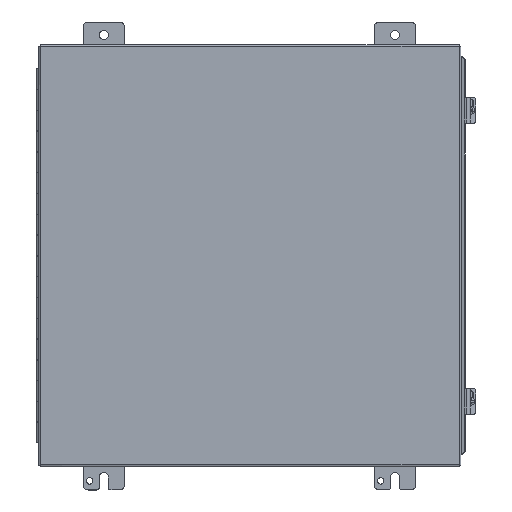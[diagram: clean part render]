
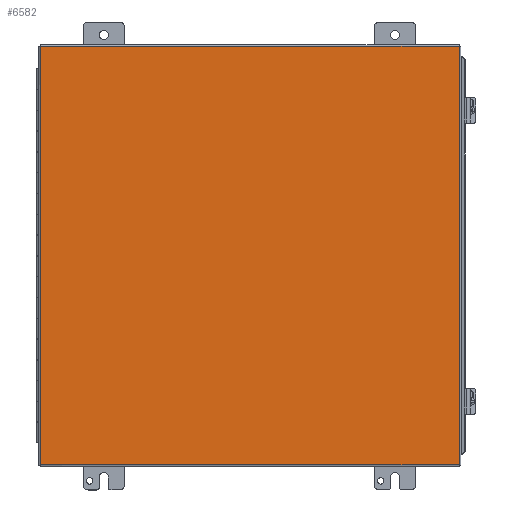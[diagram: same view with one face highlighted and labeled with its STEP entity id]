
A CAD part, top view. The second image highlights one B-rep face of the part: STEP entity #6582.
In plain terms, the highlighted planar face has unit normal (0, 0, 1).
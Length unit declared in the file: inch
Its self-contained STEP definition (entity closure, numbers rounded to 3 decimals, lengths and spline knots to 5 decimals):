
#5592=CARTESIAN_POINT('',(20.2204,0.0896,0.074));
#5593=VERTEX_POINT('',#5592);
#5604=CARTESIAN_POINT('',(0.0896,0.0896,0.074));
#5605=VERTEX_POINT('',#5604);
#5606=CARTESIAN_POINT('',(0.0896,0.0896,0.074));
#5607=DIRECTION('',(1.0,0.0,0.0));
#5608=VECTOR('',#5607,20.1308);
#5609=LINE('',#5606,#5608);
#5610=EDGE_CURVE('',#5605,#5593,#5609,.T.);
#5882=CARTESIAN_POINT('',(0.0896,20.2204,0.074));
#5883=VERTEX_POINT('',#5882);
#5884=CARTESIAN_POINT('',(0.0896,20.2204,0.074));
#5885=DIRECTION('',(0.0,-1.0,0.0));
#5886=VECTOR('',#5885,20.1308);
#5887=LINE('',#5884,#5886);
#5888=EDGE_CURVE('',#5883,#5605,#5887,.T.);
#6134=CARTESIAN_POINT('',(20.2204,20.2204,0.074));
#6135=VERTEX_POINT('',#6134);
#6146=CARTESIAN_POINT('',(20.2204,0.0896,0.074));
#6147=DIRECTION('',(0.0,1.0,0.0));
#6148=VECTOR('',#6147,20.1308);
#6149=LINE('',#6146,#6148);
#6150=EDGE_CURVE('',#5593,#6135,#6149,.T.);
#6322=CARTESIAN_POINT('',(20.2204,20.2204,0.074));
#6323=DIRECTION('',(-1.0,0.0,0.0));
#6324=VECTOR('',#6323,20.1308);
#6325=LINE('',#6322,#6324);
#6326=EDGE_CURVE('',#6135,#5883,#6325,.T.);
#6571=CARTESIAN_POINT('',(10.155,10.155,0.074));
#6572=DIRECTION('',(0.0,0.0,1.0));
#6573=DIRECTION('',(1.0,0.0,0.0));
#6574=AXIS2_PLACEMENT_3D('',#6571,#6572,#6573);
#6575=PLANE('',#6574);
#6576=ORIENTED_EDGE('',*,*,#5610,.T.);
#6577=ORIENTED_EDGE('',*,*,#6150,.T.);
#6578=ORIENTED_EDGE('',*,*,#6326,.T.);
#6579=ORIENTED_EDGE('',*,*,#5888,.T.);
#6580=EDGE_LOOP('',(#6576,#6577,#6578,#6579));
#6581=FACE_OUTER_BOUND('',#6580,.T.);
#6582=ADVANCED_FACE('',(#6581),#6575,.T.);
